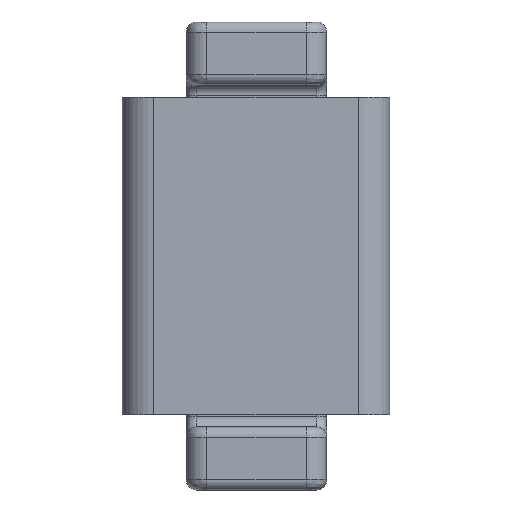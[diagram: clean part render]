
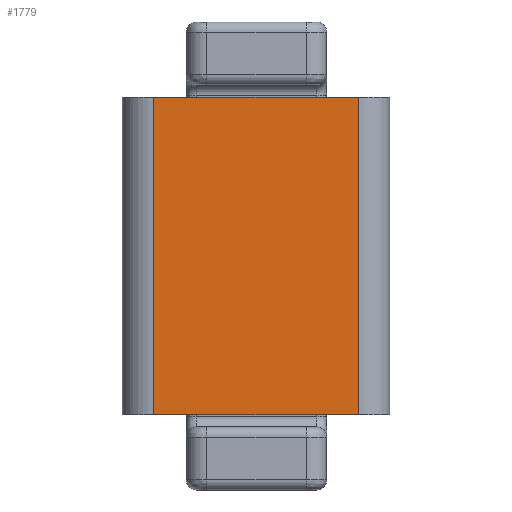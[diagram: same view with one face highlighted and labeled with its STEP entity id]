
A CAD part, front view. The second image highlights one B-rep face of the part: STEP entity #1779.
In plain terms, the highlighted planar face has unit normal (0, -1, 0).
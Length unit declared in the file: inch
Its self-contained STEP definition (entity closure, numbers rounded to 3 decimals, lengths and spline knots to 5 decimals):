
#144=LINE('',#2924,#274);
#155=LINE('',#2959,#285);
#161=LINE('',#2976,#291);
#163=LINE('',#2980,#293);
#274=VECTOR('',#2283,0.3937);
#285=VECTOR('',#2320,0.3937);
#291=VECTOR('',#2340,0.3937);
#293=VECTOR('',#2346,0.3937);
#388=PLANE('',#1978);
#450=FACE_OUTER_BOUND('',#560,.T.);
#560=EDGE_LOOP('',(#1400,#1401,#1402,#1403));
#821=VERTEX_POINT('',#2921);
#822=VERTEX_POINT('',#2923);
#833=VERTEX_POINT('',#2957);
#836=VERTEX_POINT('',#2972);
#1015=EDGE_CURVE('',#821,#822,#144,.T.);
#1033=EDGE_CURVE('',#833,#821,#155,.T.);
#1042=EDGE_CURVE('',#822,#836,#161,.T.);
#1044=EDGE_CURVE('',#833,#836,#163,.T.);
#1400=ORIENTED_EDGE('',*,*,#1033,.F.);
#1401=ORIENTED_EDGE('',*,*,#1044,.T.);
#1402=ORIENTED_EDGE('',*,*,#1042,.F.);
#1403=ORIENTED_EDGE('',*,*,#1015,.F.);
#1779=ADVANCED_FACE('',(#450),#388,.T.);
#1978=AXIS2_PLACEMENT_3D('',#2979,#2344,#2345);
#2283=DIRECTION('',(-1.,0.,0.));
#2320=DIRECTION('',(0.,0.,-1.));
#2340=DIRECTION('',(0.,0.,1.));
#2344=DIRECTION('center_axis',(0.,-1.,0.));
#2345=DIRECTION('ref_axis',(0.,0.,-1.));
#2346=DIRECTION('',(-1.,0.,0.));
#2921=CARTESIAN_POINT('',(0.1005,-0.23,0.));
#2923=CARTESIAN_POINT('',(-0.1005,-0.23,0.));
#2924=CARTESIAN_POINT('',(0.1315,-0.23,0.));
#2957=CARTESIAN_POINT('',(0.1005,-0.23,0.312));
#2959=CARTESIAN_POINT('',(0.1005,-0.23,0.));
#2972=CARTESIAN_POINT('',(-0.1005,-0.23,0.312));
#2976=CARTESIAN_POINT('',(-0.1005,-0.23,0.));
#2979=CARTESIAN_POINT('Origin',(0.1315,-0.23,0.));
#2980=CARTESIAN_POINT('',(0.1315,-0.23,0.312));
